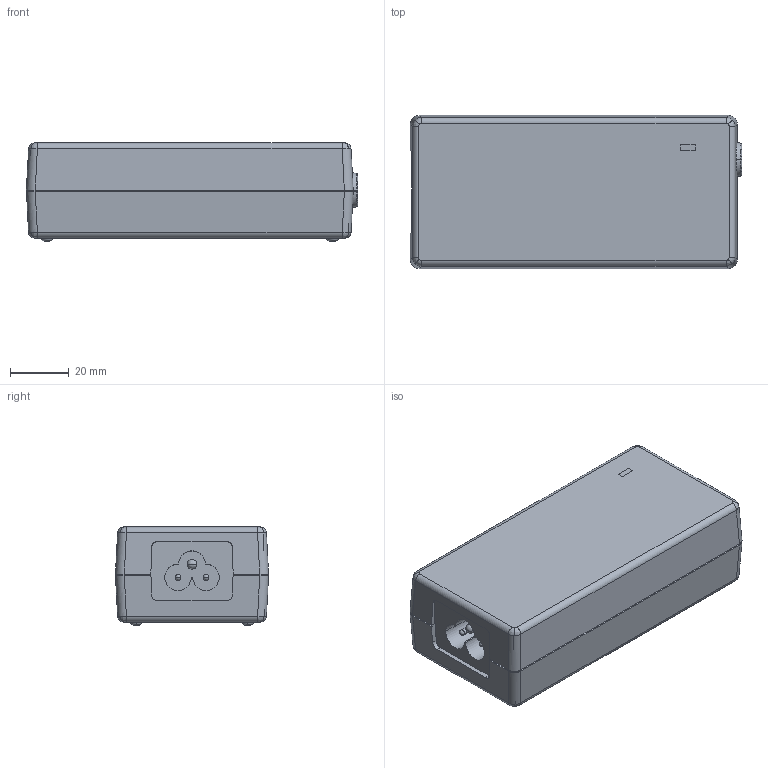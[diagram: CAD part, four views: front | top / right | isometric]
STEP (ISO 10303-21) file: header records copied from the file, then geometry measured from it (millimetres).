
FILE_DESCRIPTION((''),'2;1');
FILE_NAME('GT-46400-40VV-X_X-T3A_ASM','2022-08-25T13:21:15',('jirenqiang'),(''),'CREO PARAMETRIC BY PTC INC, 2018050','CREO PARAMETRIC BY PTC INC, 2018050','');
FILE_SCHEMA(('CONFIG_CONTROL_DESIGN'));
Length unit declared in the file: millimetre
Products named in the file (5): TOP-; BOTTOM-; LENS; SOCKET2; GT-46400-40VV-X_X-T3A_ASM
Assembly tree (4 placements, depth 2):
  GT-46400-40VV-X_X-T3A_ASM
    TOP-
    BOTTOM-
    LENS
    SOCKET2
Bounding box: 112.5 x 52 x 33.3 mm (x, y, z)
Volume: 43267.9 mm3; surface area: 45582.8 mm2
Topology: 4 solids, 4 shells, 324 faces, 882 edges, 570 vertices
Faces by surface type: plane 194, cylinder 73, bspline 19, cone 18, torus 12, sphere 6, extrusion 2
Entity records: 11481 total; most frequent: CARTESIAN_POINT 3323, ORIENTED_EDGE 1742, DIRECTION 1569, EDGE_CURVE 871, VECTOR 603, LINE 601, VERTEX_POINT 570, AXIS2_PLACEMENT_3D 483
